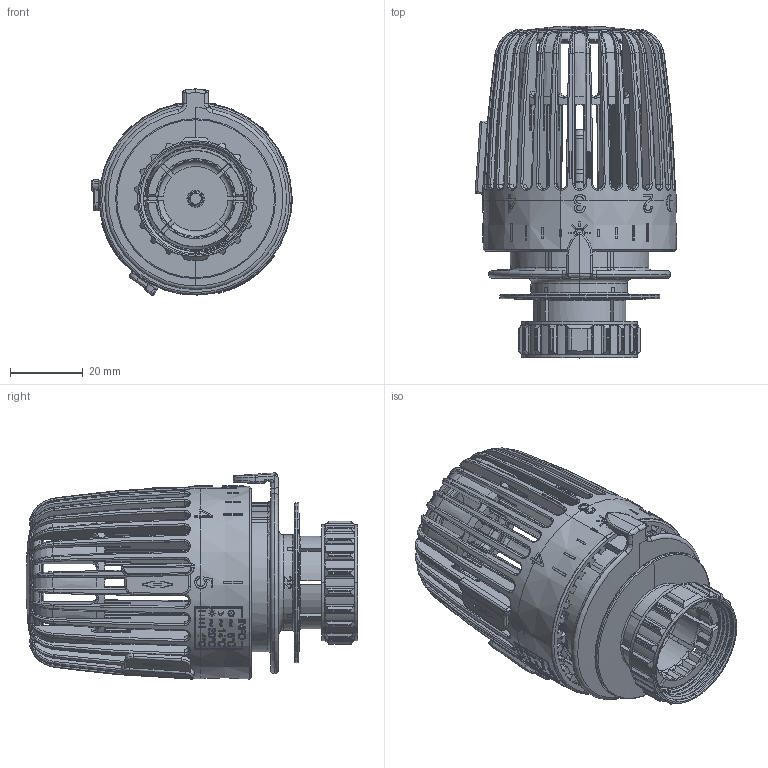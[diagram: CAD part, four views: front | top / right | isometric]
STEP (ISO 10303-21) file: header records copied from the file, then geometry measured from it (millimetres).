
FILE_DESCRIPTION((''),'2;1');
FILE_NAME('6000-00-500-30-HGZ_SW0003','2015-07-30T',('marann'),(''),'PRO/ENGINEER BY PARAMETRIC TECHNOLOGY CORPORATION, 2011490','PRO/ENGINEER BY PARAMETRIC TECHNOLOGY CORPORATION, 2011490','');
FILE_SCHEMA(('CONFIG_CONTROL_DESIGN'));
Length unit declared in the file: millimetre
Products named in the file (1): 6000-00-500-30-HGZ_SW0003
Bounding box: 55.32 x 91.09 x 56.6 mm (x, y, z)
Volume: 41138.2 mm3; surface area: 51971.9 mm2
Topology: 82 solids, 82 shells, 4532 faces, 12393 edges, 7975 vertices
Faces by surface type: plane 1970, cylinder 1031, bspline 763, torus 376, cone 295, sphere 51, extrusion 46
Entity records: 193017 total; most frequent: CARTESIAN_POINT 86432, ORIENTED_EDGE 24770, DIRECTION 18720, EDGE_CURVE 12385, VERTEX_POINT 7975, AXIS2_PLACEMENT_3D 6545, VECTOR 5630, LINE 5584
